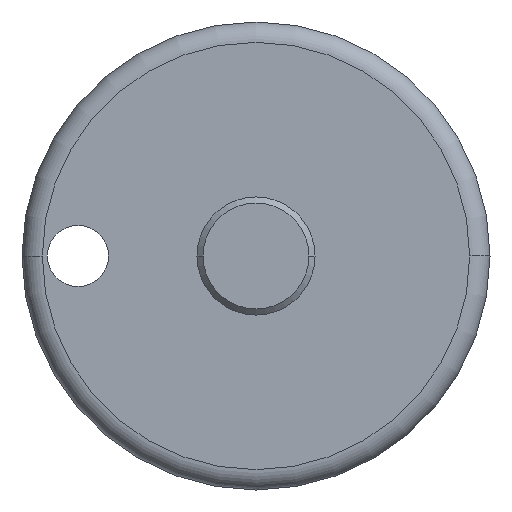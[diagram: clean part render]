
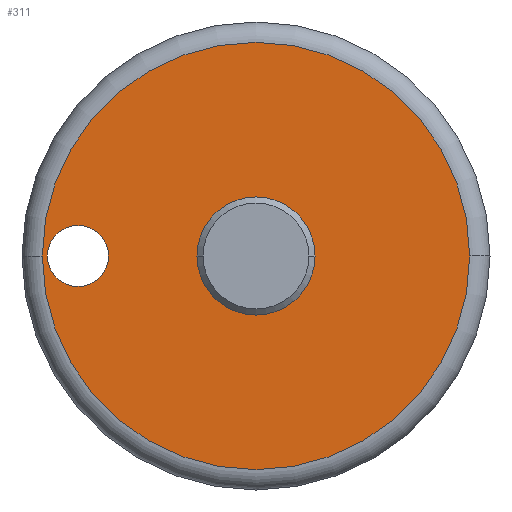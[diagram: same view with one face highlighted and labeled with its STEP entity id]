
A CAD part, left-side view. The second image highlights one B-rep face of the part: STEP entity #311.
In plain terms, the highlighted planar face has unit normal (-1, 0, 0).
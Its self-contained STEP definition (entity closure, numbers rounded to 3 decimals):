
#1 = DIRECTION ( 'NONE',  ( 0., -1., 0. ) ) ;
#14 = CIRCLE ( 'NONE', #711, 1.5 ) ;
#15 = EDGE_CURVE ( 'NONE', #597, #436, #487, .T. ) ;
#145 = DIRECTION ( 'NONE',  ( 1., 0., 0. ) ) ;
#153 = ORIENTED_EDGE ( 'NONE', *, *, #575, .T. ) ;
#171 = DIRECTION ( 'NONE',  ( 0., 1., 0. ) ) ;
#184 = CARTESIAN_POINT ( 'NONE',  ( -81.681, 7.971, 0. ) ) ;
#217 = DIRECTION ( 'NONE',  ( 1., 0., 0. ) ) ;
#227 = DIRECTION ( 'NONE',  ( 0., 1., 0. ) ) ;
#257 = DIRECTION ( 'NONE',  ( -1., 0., 0. ) ) ;
#282 = DIRECTION ( 'NONE',  ( -1., 0., 0. ) ) ;
#295 = AXIS2_PLACEMENT_3D ( 'NONE', #1017, #217, #227 ) ;
#304 = CARTESIAN_POINT ( 'NONE',  ( -81.681, 10.971, 0. ) ) ;
#310 = CIRCLE ( 'NONE', #543, 2.9 ) ;
#311 = ADVANCED_FACE ( 'NONE', ( #1051, #339, #313 ), #1024, .F. ) ;
#313 = FACE_BOUND ( 'NONE', #964, .T. ) ;
#314 = EDGE_CURVE ( 'NONE', #918, #914, #310, .T. ) ;
#339 = FACE_OUTER_BOUND ( 'NONE', #469, .T. ) ;
#362 = CARTESIAN_POINT ( 'NONE',  ( -81.681, 0.721, 0. ) ) ;
#369 = DIRECTION ( 'NONE',  ( 1., 0., 0. ) ) ;
#387 = EDGE_LOOP ( 'NONE', ( #600, #795 ) ) ;
#436 = VERTEX_POINT ( 'NONE', #961 ) ;
#447 = VERTEX_POINT ( 'NONE', #304 ) ;
#456 = ORIENTED_EDGE ( 'NONE', *, *, #314, .F. ) ;
#463 = DIRECTION ( 'NONE',  ( -1., 0., 0. ) ) ;
#468 = AXIS2_PLACEMENT_3D ( 'NONE', #885, #369, #879 ) ;
#469 = EDGE_LOOP ( 'NONE', ( #856, #153 ) ) ;
#483 = CARTESIAN_POINT ( 'NONE',  ( -81.681, 0.721, 0. ) ) ;
#487 = CIRCLE ( 'NONE', #857, 10.5 ) ;
#525 = CIRCLE ( 'NONE', #690, 10.5 ) ;
#543 = AXIS2_PLACEMENT_3D ( 'NONE', #544, #282, #765 ) ;
#544 = CARTESIAN_POINT ( 'NONE',  ( -81.681, 0.721, 0. ) ) ;
#546 = EDGE_CURVE ( 'NONE', #447, #810, #676, .T. ) ;
#566 = DIRECTION ( 'NONE',  ( 0., 1., 0. ) ) ;
#575 = EDGE_CURVE ( 'NONE', #436, #597, #525, .T. ) ;
#584 = ORIENTED_EDGE ( 'NONE', *, *, #804, .F. ) ;
#597 = VERTEX_POINT ( 'NONE', #646 ) ;
#600 = ORIENTED_EDGE ( 'NONE', *, *, #546, .T. ) ;
#608 = CARTESIAN_POINT ( 'NONE',  ( -81.681, 3.621, 0. ) ) ;
#646 = CARTESIAN_POINT ( 'NONE',  ( -81.681, 11.221, 0. ) ) ;
#674 = EDGE_CURVE ( 'NONE', #810, #447, #14, .T. ) ;
#676 = CIRCLE ( 'NONE', #468, 1.5 ) ;
#690 = AXIS2_PLACEMENT_3D ( 'NONE', #362, #257, #983 ) ;
#711 = AXIS2_PLACEMENT_3D ( 'NONE', #1042, #145, #566 ) ;
#738 = CIRCLE ( 'NONE', #1032, 2.9 ) ;
#762 = CARTESIAN_POINT ( 'NONE',  ( -81.681, 0.721, 0. ) ) ;
#765 = DIRECTION ( 'NONE',  ( 0., -1., 0. ) ) ;
#795 = ORIENTED_EDGE ( 'NONE', *, *, #674, .T. ) ;
#804 = EDGE_CURVE ( 'NONE', #914, #918, #738, .T. ) ;
#810 = VERTEX_POINT ( 'NONE', #184 ) ;
#856 = ORIENTED_EDGE ( 'NONE', *, *, #15, .T. ) ;
#857 = AXIS2_PLACEMENT_3D ( 'NONE', #483, #463, #171 ) ;
#858 = DIRECTION ( 'NONE',  ( -1., 0., 0. ) ) ;
#879 = DIRECTION ( 'NONE',  ( 0., 1., 0. ) ) ;
#885 = CARTESIAN_POINT ( 'NONE',  ( -81.681, 9.471, 0. ) ) ;
#914 = VERTEX_POINT ( 'NONE', #932 ) ;
#918 = VERTEX_POINT ( 'NONE', #608 ) ;
#932 = CARTESIAN_POINT ( 'NONE',  ( -81.681, -2.179, 0. ) ) ;
#961 = CARTESIAN_POINT ( 'NONE',  ( -81.681, -9.779, 0. ) ) ;
#964 = EDGE_LOOP ( 'NONE', ( #584, #456 ) ) ;
#983 = DIRECTION ( 'NONE',  ( 0., 1., 0. ) ) ;
#1017 = CARTESIAN_POINT ( 'NONE',  ( -81.681, 12.221, 0. ) ) ;
#1024 = PLANE ( 'NONE',  #295 ) ;
#1032 = AXIS2_PLACEMENT_3D ( 'NONE', #762, #858, #1 ) ;
#1042 = CARTESIAN_POINT ( 'NONE',  ( -81.681, 9.471, 0. ) ) ;
#1051 = FACE_BOUND ( 'NONE', #387, .T. ) ;
